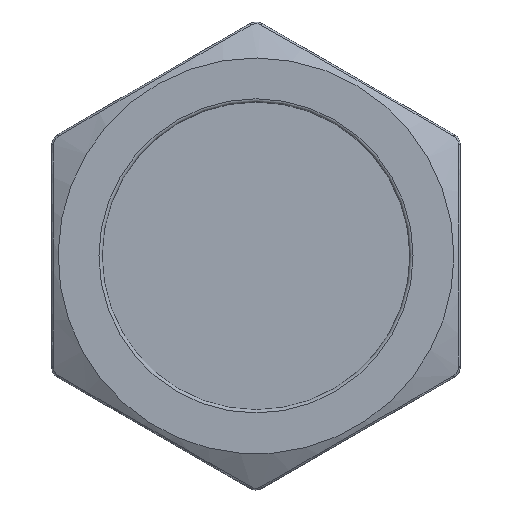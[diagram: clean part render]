
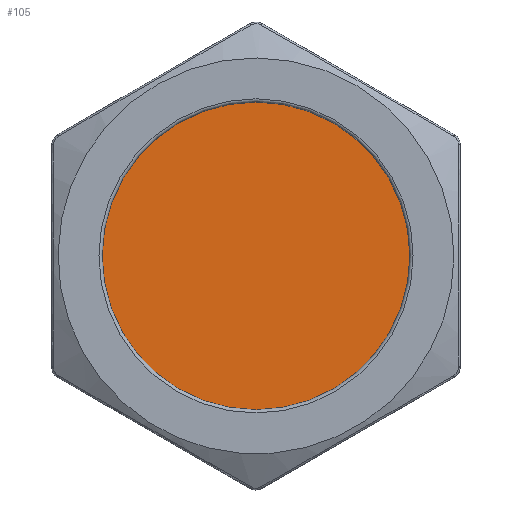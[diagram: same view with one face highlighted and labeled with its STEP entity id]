
A CAD part, top view. The second image highlights one B-rep face of the part: STEP entity #105.
In plain terms, the highlighted planar face has unit normal (0, 0, 1).
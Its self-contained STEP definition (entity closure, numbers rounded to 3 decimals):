
#105 = ADVANCED_FACE( '', ( #220 ), #221, .T. );
#220 = FACE_OUTER_BOUND( '', #1037, .T. );
#221 = PLANE( '', #1038 );
#1037 = EDGE_LOOP( '', ( #1731 ) );
#1038 = AXIS2_PLACEMENT_3D( '', #1732, #1733, #1734 );
#1731 = ORIENTED_EDGE( '', *, *, #1872, .T. );
#1732 = CARTESIAN_POINT( '', ( 0., 0., 17.5 ) );
#1733 = DIRECTION( '', ( 0., 0., 1. ) );
#1734 = DIRECTION( '', ( 1., 0., 0. ) );
#1872 = EDGE_CURVE( '', #2011, #2011, #2012, .T. );
#2011 = VERTEX_POINT( '', #2750 );
#2012 = CIRCLE( '', #2751, 12.05 );
#2750 = CARTESIAN_POINT( '', ( 12.05, 0., 17.5 ) );
#2751 = AXIS2_PLACEMENT_3D( '', #2978, #2979, #2980 );
#2978 = CARTESIAN_POINT( '', ( 0., 0., 17.5 ) );
#2979 = DIRECTION( '', ( 0., 0., 1. ) );
#2980 = DIRECTION( '', ( 1., 0., 0. ) );
